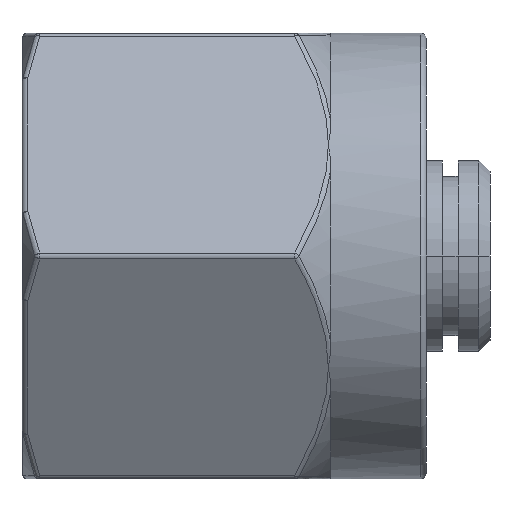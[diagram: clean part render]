
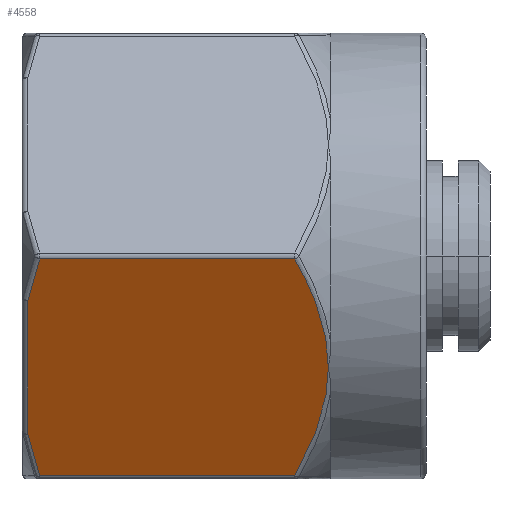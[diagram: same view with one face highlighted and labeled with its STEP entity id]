
A CAD part, front view. The second image highlights one B-rep face of the part: STEP entity #4558.
In plain terms, the highlighted planar face has unit normal (0, -0.866, -0.5).
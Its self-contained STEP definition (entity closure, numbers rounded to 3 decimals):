
#1649=CARTESIAN_POINT('',(-4.132,-4.096,
-6.906));
#1650=CARTESIAN_POINT('',(-4.07,-4.157,
-6.799));
#1651=CARTESIAN_POINT('',(-3.953,-4.279,
-6.589));
#1652=CARTESIAN_POINT('',(-3.794,-4.457,
-6.281));
#1653=CARTESIAN_POINT('',(-3.657,-4.625,
-5.989));
#1654=CARTESIAN_POINT('',(-3.541,-4.782,
-5.717));
#1655=CARTESIAN_POINT('',(-3.442,-4.931,
-5.459));
#1656=CARTESIAN_POINT('',(-3.353,-5.08,
-5.201));
#1657=CARTESIAN_POINT('',(-3.273,-5.236,
-4.932));
#1658=CARTESIAN_POINT('',(-3.207,-5.389,
-4.666));
#1659=CARTESIAN_POINT('',(-3.159,-5.528,
-4.425));
#1660=CARTESIAN_POINT('',(-3.126,-5.65,
-4.214));
#1661=CARTESIAN_POINT('',(-3.104,-5.758,
-4.027));
#1662=CARTESIAN_POINT('',(-3.089,-5.857,
-3.855));
#1663=CARTESIAN_POINT('',(-3.08,-5.954,
-3.688));
#1664=CARTESIAN_POINT('',(-3.078,-6.025,
-3.564));
#1665=CARTESIAN_POINT('',(-3.078,-6.062,
-3.5));
#1667=DIRECTION('',(-1.,0.,0.));
#1668=VECTOR('',#1667,8.013);
#1669=CARTESIAN_POINT('',(-4.132,-4.096,
-6.906));
#1670=LINE('',#1669,#1668);
#1671=CARTESIAN_POINT('',(-12.512,-4.852,
-5.596));
#1672=CARTESIAN_POINT('',(-12.484,-4.778,
-5.724));
#1673=CARTESIAN_POINT('',(-12.42,-4.623,
-5.992));
#1674=CARTESIAN_POINT('',(-12.291,-4.357,
-6.454));
#1675=CARTESIAN_POINT('',(-12.196,-4.184,
-6.754));
#1676=CARTESIAN_POINT('',(-12.145,-4.096,
-6.906));
#1678=DIRECTION('',(0.,-0.5,0.866));
#1679=VECTOR('',#1678,4.841);
#1680=CARTESIAN_POINT('',(-12.512,-4.852,
-5.596));
#1681=LINE('',#1680,#1679);
#1682=CARTESIAN_POINT('',(-12.145,-8.029,
-0.094));
#1683=CARTESIAN_POINT('',(-12.177,-7.973,
-0.19));
#1684=CARTESIAN_POINT('',(-12.237,-7.866,
-0.375));
#1685=CARTESIAN_POINT('',(-12.311,-7.723,
-0.623));
#1686=CARTESIAN_POINT('',(-12.375,-7.593,
-0.848));
#1687=CARTESIAN_POINT('',(-12.429,-7.475,
-1.053));
#1688=CARTESIAN_POINT('',(-12.474,-7.369,
-1.237));
#1689=CARTESIAN_POINT('',(-12.501,-7.303,
-1.35));
#1690=CARTESIAN_POINT('',(-12.512,-7.272,
-1.404));
#1692=DIRECTION('',(-1.,0.,0.));
#1693=VECTOR('',#1692,8.013);
#1694=CARTESIAN_POINT('',(-4.132,-8.029,
-0.094));
#1695=LINE('',#1694,#1693);
#1696=CARTESIAN_POINT('',(-3.078,-6.062,
-3.5));
#1697=CARTESIAN_POINT('',(-3.078,-6.108,
-3.421));
#1698=CARTESIAN_POINT('',(-3.081,-6.204,
-3.254));
#1699=CARTESIAN_POINT('',(-3.101,-6.362,
-2.981));
#1700=CARTESIAN_POINT('',(-3.14,-6.535,
-2.68));
#1701=CARTESIAN_POINT('',(-3.203,-6.728,
-2.346));
#1702=CARTESIAN_POINT('',(-3.298,-6.944,
-1.973));
#1703=CARTESIAN_POINT('',(-3.43,-7.179,
-1.565));
#1704=CARTESIAN_POINT('',(-3.594,-7.42,
-1.149));
#1705=CARTESIAN_POINT('',(-3.777,-7.649,
-0.752));
#1706=CARTESIAN_POINT('',(-3.951,-7.844,
-0.413));
#1707=CARTESIAN_POINT('',(-4.072,-7.969,
-0.197));
#1708=CARTESIAN_POINT('',(-4.132,-8.029,
-0.094));
#2569=VERTEX_POINT('',#1649);
#2570=VERTEX_POINT('',#1665);
#2640=CARTESIAN_POINT('',(-12.145,-4.096,
-6.906));
#2641=VERTEX_POINT('',#2640);
#2644=VERTEX_POINT('',#1671);
#2650=CARTESIAN_POINT('',(-12.512,-7.272,
-1.404));
#2651=VERTEX_POINT('',#2650);
#2655=VERTEX_POINT('',#1708);
#2659=CARTESIAN_POINT('',(-12.145,-8.029,
-0.094));
#2660=VERTEX_POINT('',#2659);
#4539=CARTESIAN_POINT('',(0.,-8.083,0.));
#4540=DIRECTION('',(0.,-0.866,-0.5));
#4541=DIRECTION('',(0.,0.5,-0.866));
#4542=AXIS2_PLACEMENT_3D('',#4539,#4540,#4541);
#4543=PLANE('',#4542);
#4544=ORIENTED_EDGE('',*,*,#4353,.F.);
#4546=ORIENTED_EDGE('',*,*,#4545,.T.);
#4548=ORIENTED_EDGE('',*,*,#4547,.F.);
#4550=ORIENTED_EDGE('',*,*,#4549,.T.);
#4552=ORIENTED_EDGE('',*,*,#4551,.F.);
#4554=ORIENTED_EDGE('',*,*,#4553,.F.);
#4555=ORIENTED_EDGE('',*,*,#4529,.F.);
#4556=EDGE_LOOP('',(#4544,#4546,#4548,#4550,#4552,#4554,#4555));
#4557=FACE_OUTER_BOUND('',#4556,.F.);
#1666=B_SPLINE_CURVE_WITH_KNOTS('',3,(#1649,#1650,#1651,#1652,#1653,#1654,#1655,
#1656,#1657,#1658,#1659,#1660,#1661,#1662,#1663,#1664,#1665),.UNSPECIFIED.,.F.,
.F.,(4,1,1,1,1,1,1,1,1,1,1,1,1,1,4),(0.,0.071,0.143,
0.214,0.286,0.357,0.429,0.5,
0.571,0.643,0.714,0.786,
0.857,0.929,1.),.UNSPECIFIED.);
#1677=B_SPLINE_CURVE_WITH_KNOTS('',3,(#1671,#1672,#1673,#1674,#1675,#1676),
.UNSPECIFIED.,.F.,.F.,(4,1,1,4),(0.,0.333,0.667,1.),
.UNSPECIFIED.);
#1691=B_SPLINE_CURVE_WITH_KNOTS('',3,(#1682,#1683,#1684,#1685,#1686,#1687,#1688,
#1689,#1690),.UNSPECIFIED.,.F.,.F.,(4,1,1,1,1,1,4),(0.,0.167,
0.333,0.5,0.667,0.833,1.),
.UNSPECIFIED.);
#1709=B_SPLINE_CURVE_WITH_KNOTS('',3,(#1696,#1697,#1698,#1699,#1700,#1701,#1702,
#1703,#1704,#1705,#1706,#1707,#1708),.UNSPECIFIED.,.F.,.F.,(4,1,1,1,1,1,1,1,1,1,
4),(0.,0.1,0.2,0.3,0.4,0.5,0.6,0.7,0.8,0.9,1.),
.UNSPECIFIED.);
#4353=EDGE_CURVE('',#2569,#2570,#1666,.T.);
#4529=EDGE_CURVE('',#2570,#2655,#1709,.T.);
#4545=EDGE_CURVE('',#2569,#2641,#1670,.T.);
#4547=EDGE_CURVE('',#2644,#2641,#1677,.T.);
#4549=EDGE_CURVE('',#2644,#2651,#1681,.T.);
#4551=EDGE_CURVE('',#2660,#2651,#1691,.T.);
#4553=EDGE_CURVE('',#2655,#2660,#1695,.T.);
#4558=ADVANCED_FACE('',(#4557),#4543,.T.);
